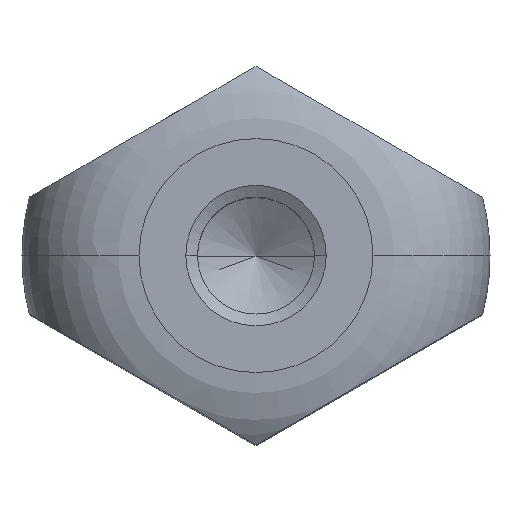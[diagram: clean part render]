
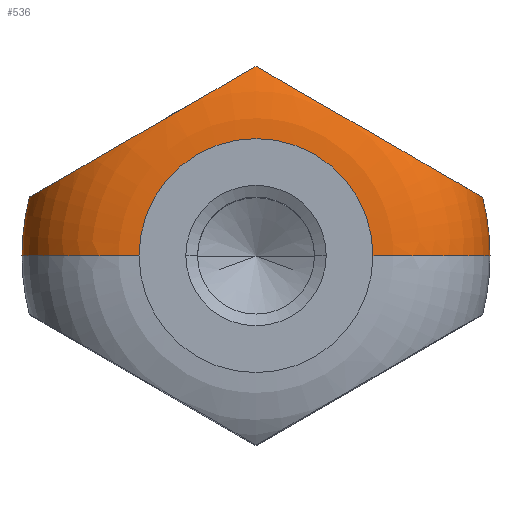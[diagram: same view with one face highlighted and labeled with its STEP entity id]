
A CAD part, top view. The second image highlights one B-rep face of the part: STEP entity #536.
In plain terms, the highlighted toroidal (fillet/blend) face has major radius 2.5 mm and minor radius 2.5 mm.
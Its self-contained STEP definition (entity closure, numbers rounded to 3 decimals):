
#218=VERTEX_POINT('',#607);
#224=EDGE_CURVE('',#322,#390,#614,.T.);
#264=EDGE_CURVE('',#490,#426,#655,.T.);
#284=EDGE_CURVE('',#426,#324,#677,.T.);
#322=VERTEX_POINT('',#718);
#324=VERTEX_POINT('',#720);
#332=VERTEX_POINT('',#728);
#372=EDGE_CURVE('',#218,#490,#776,.T.);
#390=VERTEX_POINT('',#797);
#426=VERTEX_POINT('',#839);
#490=VERTEX_POINT('',#908);
#496=EDGE_CURVE('',#322,#324,#914,.T.);
#516=EDGE_CURVE('',#332,#218,#937,.T.);
#536=ADVANCED_FACE('',(#960),#961,.T.);
#578=EDGE_CURVE('',#390,#332,#1009,.T.);
#607=CARTESIAN_POINT('',(0.,4.045,9.465));
#614=CIRCLE('',#1038,2.5);
#655=CIRCLE('',#1090,5.0);
#677=CIRCLE('',#1159,2.5);
#718=CARTESIAN_POINT('',(2.5,0.,10.0));
#720=CARTESIAN_POINT('',(-2.5,0.,10.0));
#728=CARTESIAN_POINT('',(4.841,1.25,7.5));
#776=B_SPLINE_CURVE_WITH_KNOTS('',3,(#1340,#1341,#1342,#1343,#1344,#1345,#1346,#1347,#1348,#1349,#1350,#1351,#1352,#1353,#1354,#1355,#1356,#1357,#1358,#1359,#1360,#1361,#1362,#1363,#1364,#1365),.UNSPECIFIED.,.F.,.F.,(4,2,2,2,2,2,2,2,2,2,2,2,4),(6.983,7.172,7.755,8.923,10.091,10.675,11.259,11.687,12.115,12.448,12.781,13.083,13.385),.UNSPECIFIED.);
#797=CARTESIAN_POINT('',(5.0,0.,7.5));
#839=CARTESIAN_POINT('',(-5.0,0.,7.5));
#908=CARTESIAN_POINT('',(-4.841,1.25,7.5));
#914=CIRCLE('',#1587,2.5);
#937=B_SPLINE_CURVE_WITH_KNOTS('',3,(#1616,#1617,#1618,#1619,#1620,#1621,#1622,#1623,#1624,#1625,#1626,#1627,#1628,#1629,#1630,#1631,#1632,#1633,#1634,#1635,#1636,#1637,#1638,#1639,#1640,#1641),.UNSPECIFIED.,.F.,.F.,(4,2,2,2,2,2,2,2,2,2,2,2,4),(4.462,4.764,5.066,5.399,5.732,6.16,6.588,7.172,7.755,8.923,10.091,10.675,10.864),.UNSPECIFIED.);
#960=FACE_OUTER_BOUND('',#1679,.T.);
#961=TOROIDAL_SURFACE('',#1680,2.5,2.5);
#1009=CIRCLE('',#1739,5.0);
#1038=AXIS2_PLACEMENT_3D('',#1775,#1776,#1777);
#1090=AXIS2_PLACEMENT_3D('',#1805,#1806,#1807);
#1159=AXIS2_PLACEMENT_3D('',#1831,#1832,#1833);
#1340=CARTESIAN_POINT('',(0.,4.045,9.465));
#1341=CARTESIAN_POINT('',(-0.053,4.015,9.489));
#1342=CARTESIAN_POINT('',(-0.106,3.984,9.512));
#1343=CARTESIAN_POINT('',(-0.33,3.855,9.597));
#1344=CARTESIAN_POINT('',(-0.506,3.753,9.648));
#1345=CARTESIAN_POINT('',(-1.045,3.442,9.762));
#1346=CARTESIAN_POINT('',(-1.414,3.228,9.79));
#1347=CARTESIAN_POINT('',(-2.089,2.839,9.79));
#1348=CARTESIAN_POINT('',(-2.458,2.626,9.762));
#1349=CARTESIAN_POINT('',(-2.997,2.315,9.648));
#1350=CARTESIAN_POINT('',(-3.174,2.213,9.597));
#1351=CARTESIAN_POINT('',(-3.511,2.018,9.468));
#1352=CARTESIAN_POINT('',(-3.672,1.925,9.388));
#1353=CARTESIAN_POINT('',(-3.928,1.777,9.227));
#1354=CARTESIAN_POINT('',(-4.043,1.711,9.142));
#1355=CARTESIAN_POINT('',(-4.254,1.589,8.95));
#1356=CARTESIAN_POINT('',(-4.352,1.533,8.841));
#1357=CARTESIAN_POINT('',(-4.495,1.45,8.649));
#1358=CARTESIAN_POINT('',(-4.557,1.414,8.55));
#1359=CARTESIAN_POINT('',(-4.665,1.352,8.342));
#1360=CARTESIAN_POINT('',(-4.71,1.326,8.232));
#1361=CARTESIAN_POINT('',(-4.773,1.289,8.033));
#1362=CARTESIAN_POINT('',(-4.799,1.274,7.927));
#1363=CARTESIAN_POINT('',(-4.833,1.255,7.711));
#1364=CARTESIAN_POINT('',(-4.841,1.25,7.601));
#1365=CARTESIAN_POINT('',(-4.841,1.25,7.5));
#1587=AXIS2_PLACEMENT_3D('',#2116,#2117,#2118);
#1616=CARTESIAN_POINT('',(4.841,1.25,7.5));
#1617=CARTESIAN_POINT('',(4.841,1.25,7.601));
#1618=CARTESIAN_POINT('',(4.833,1.255,7.711));
#1619=CARTESIAN_POINT('',(4.799,1.274,7.927));
#1620=CARTESIAN_POINT('',(4.773,1.289,8.033));
#1621=CARTESIAN_POINT('',(4.71,1.326,8.232));
#1622=CARTESIAN_POINT('',(4.665,1.352,8.342));
#1623=CARTESIAN_POINT('',(4.557,1.414,8.55));
#1624=CARTESIAN_POINT('',(4.495,1.45,8.649));
#1625=CARTESIAN_POINT('',(4.352,1.533,8.841));
#1626=CARTESIAN_POINT('',(4.254,1.589,8.95));
#1627=CARTESIAN_POINT('',(4.043,1.711,9.142));
#1628=CARTESIAN_POINT('',(3.928,1.777,9.227));
#1629=CARTESIAN_POINT('',(3.672,1.925,9.388));
#1630=CARTESIAN_POINT('',(3.511,2.018,9.468));
#1631=CARTESIAN_POINT('',(3.174,2.213,9.597));
#1632=CARTESIAN_POINT('',(2.997,2.315,9.648));
#1633=CARTESIAN_POINT('',(2.458,2.626,9.762));
#1634=CARTESIAN_POINT('',(2.089,2.839,9.79));
#1635=CARTESIAN_POINT('',(1.414,3.228,9.79));
#1636=CARTESIAN_POINT('',(1.045,3.442,9.762));
#1637=CARTESIAN_POINT('',(0.506,3.753,9.648));
#1638=CARTESIAN_POINT('',(0.33,3.855,9.597));
#1639=CARTESIAN_POINT('',(0.106,3.984,9.512));
#1640=CARTESIAN_POINT('',(0.053,4.015,9.489));
#1641=CARTESIAN_POINT('',(0.,4.045,9.465));
#1679=EDGE_LOOP('',(#2176,#2177,#2178,#2179,#2180,#2181,#2182));
#1680=AXIS2_PLACEMENT_3D('',#2183,#2184,#2185);
#1739=AXIS2_PLACEMENT_3D('',#2257,#2258,#2259);
#1775=CARTESIAN_POINT('',(2.5,0.,7.5));
#1776=DIRECTION('',(0.,1.0,0.0));
#1777=DIRECTION('',(1.0,0.,0.0));
#1805=CARTESIAN_POINT('',(0.0,0.,7.5));
#1806=DIRECTION('',(0.0,0.0,1.0));
#1807=DIRECTION('',(-1.0,0.,0.0));
#1831=CARTESIAN_POINT('',(-2.5,0.,7.5));
#1832=DIRECTION('',(0.,1.0,-0.0));
#1833=DIRECTION('',(-1.0,0.,0.0));
#2116=CARTESIAN_POINT('',(0.0,0.,10.0));
#2117=DIRECTION('',(0.0,0.0,1.0));
#2118=DIRECTION('',(-1.0,0.,0.0));
#2176=ORIENTED_EDGE('',*,*,#284,.T.);
#2177=ORIENTED_EDGE('',*,*,#496,.F.);
#2178=ORIENTED_EDGE('',*,*,#224,.T.);
#2179=ORIENTED_EDGE('',*,*,#578,.T.);
#2180=ORIENTED_EDGE('',*,*,#516,.T.);
#2181=ORIENTED_EDGE('',*,*,#372,.T.);
#2182=ORIENTED_EDGE('',*,*,#264,.T.);
#2183=CARTESIAN_POINT('',(0.0,0.,7.5));
#2184=DIRECTION('',(0.0,0.0,1.0));
#2185=DIRECTION('',(-1.0,0.,0.0));
#2257=CARTESIAN_POINT('',(0.0,0.,7.5));
#2258=DIRECTION('',(0.0,0.0,1.0));
#2259=DIRECTION('',(-1.0,0.,0.0));
